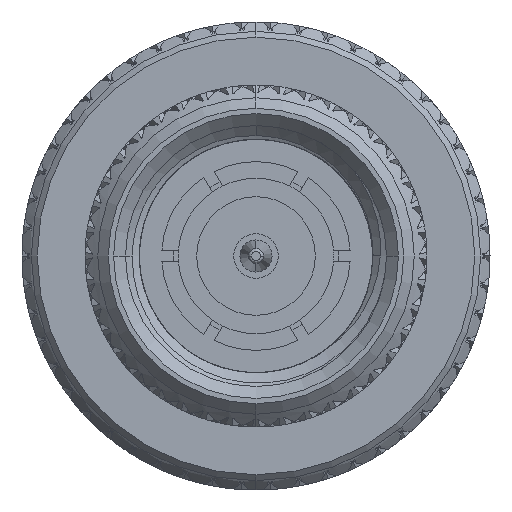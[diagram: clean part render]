
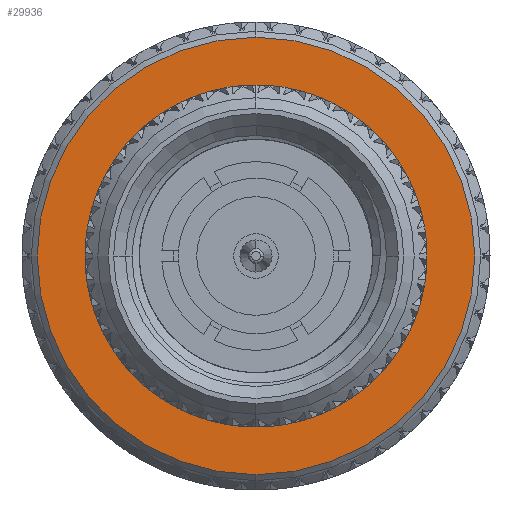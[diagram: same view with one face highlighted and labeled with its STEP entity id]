
A CAD part, left-side view. The second image highlights one B-rep face of the part: STEP entity #29936.
In plain terms, the highlighted planar face has unit normal (-1, 0, 0).
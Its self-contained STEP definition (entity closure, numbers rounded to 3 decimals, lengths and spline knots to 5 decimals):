
#10786 = CARTESIAN_POINT ( 'NONE',  ( 0.74802, 0., -0.27693 ) ) ;
#14702 = CARTESIAN_POINT ( 'NONE',  ( 0.74802, 0., -0.36869 ) ) ;
#20961 = CIRCLE ( 'NONE', #126705, 0.36869 ) ;
#29936 = ADVANCED_FACE ( 'NONE', ( #76516, #155767 ), #201439, .T. ) ;
#30148 = CARTESIAN_POINT ( 'NONE',  ( 0.74802, 0., 0. ) ) ;
#32450 = DIRECTION ( 'NONE',  ( 1., 0., 0. ) ) ;
#32477 = DIRECTION ( 'NONE',  ( 0., 0., 1. ) ) ;
#35728 = DIRECTION ( 'NONE',  ( 0., 0., -1. ) ) ;
#48987 = CARTESIAN_POINT ( 'NONE',  ( 0.74802, 0., 0. ) ) ;
#58442 = CIRCLE ( 'NONE', #90240, 0.36869 ) ;
#65785 = AXIS2_PLACEMENT_3D ( 'NONE', #185145, #32450, #118720 ) ;
#69458 = CIRCLE ( 'NONE', #191308, 0.27693 ) ;
#69489 = VERTEX_POINT ( 'NONE', #14702 ) ;
#76516 = FACE_OUTER_BOUND ( 'NONE', #120947, .T. ) ;
#77895 = CARTESIAN_POINT ( 'NONE',  ( 0.74802, 0., 0.27693 ) ) ;
#80623 = EDGE_CURVE ( 'NONE', #112561, #69489, #58442, .T. ) ;
#82619 = VERTEX_POINT ( 'NONE', #10786 ) ;
#84729 = CARTESIAN_POINT ( 'NONE',  ( 0.74802, 0.27693, 0. ) ) ;
#85123 = EDGE_CURVE ( 'NONE', #217558, #82619, #167817, .T. ) ;
#90240 = AXIS2_PLACEMENT_3D ( 'NONE', #209234, #176058, #108129 ) ;
#97240 = DIRECTION ( 'NONE',  ( 1., 0., 0. ) ) ;
#108129 = DIRECTION ( 'NONE',  ( 0., 0., -1. ) ) ;
#109257 = CARTESIAN_POINT ( 'NONE',  ( 0.74802, 0., 0.36869 ) ) ;
#109834 = ORIENTED_EDGE ( 'NONE', *, *, #159586, .F. ) ;
#112561 = VERTEX_POINT ( 'NONE', #109257 ) ;
#113441 = AXIS2_PLACEMENT_3D ( 'NONE', #84729, #151963, #32477 ) ;
#118720 = DIRECTION ( 'NONE',  ( 0., 0., -1. ) ) ;
#120947 = EDGE_LOOP ( 'NONE', ( #109834, #192621 ) ) ;
#126705 = AXIS2_PLACEMENT_3D ( 'NONE', #30148, #97240, #197705 ) ;
#133713 = DIRECTION ( 'NONE',  ( 1., 0., 0. ) ) ;
#151963 = DIRECTION ( 'NONE',  ( -1., 0., 0. ) ) ;
#155767 = FACE_BOUND ( 'NONE', #180888, .T. ) ;
#159586 = EDGE_CURVE ( 'NONE', #69489, #112561, #20961, .T. ) ;
#161103 = ORIENTED_EDGE ( 'NONE', *, *, #85123, .T. ) ;
#167817 = CIRCLE ( 'NONE', #65785, 0.27693 ) ;
#176058 = DIRECTION ( 'NONE',  ( 1., 0., 0. ) ) ;
#180888 = EDGE_LOOP ( 'NONE', ( #204121, #161103 ) ) ;
#185145 = CARTESIAN_POINT ( 'NONE',  ( 0.74802, 0., 0. ) ) ;
#186656 = EDGE_CURVE ( 'NONE', #82619, #217558, #69458, .T. ) ;
#191308 = AXIS2_PLACEMENT_3D ( 'NONE', #48987, #133713, #35728 ) ;
#192621 = ORIENTED_EDGE ( 'NONE', *, *, #80623, .F. ) ;
#197705 = DIRECTION ( 'NONE',  ( 0., 0., -1. ) ) ;
#201439 = PLANE ( 'NONE',  #113441 ) ;
#204121 = ORIENTED_EDGE ( 'NONE', *, *, #186656, .T. ) ;
#209234 = CARTESIAN_POINT ( 'NONE',  ( 0.74802, 0., 0. ) ) ;
#217558 = VERTEX_POINT ( 'NONE', #77895 ) ;
